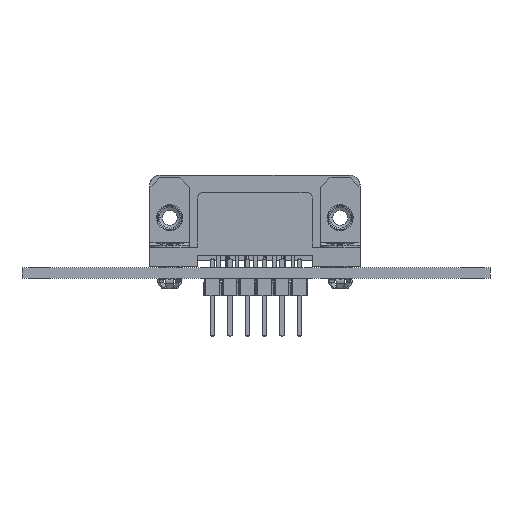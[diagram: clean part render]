
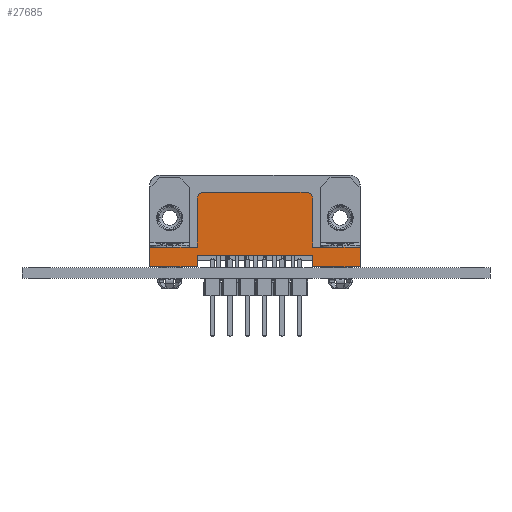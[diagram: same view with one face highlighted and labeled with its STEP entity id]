
A CAD part, front view. The second image highlights one B-rep face of the part: STEP entity #27685.
In plain terms, the highlighted face is planar.
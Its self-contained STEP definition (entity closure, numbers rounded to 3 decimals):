
#22945 = VERTEX_POINT('',#22946);
#22946 = CARTESIAN_POINT('',(15.405,14.25,0.9));
#22952 = EDGE_CURVE('',#22945,#22953,#22955,.T.);
#22953 = VERTEX_POINT('',#22954);
#22954 = CARTESIAN_POINT('',(15.405,14.25,-2.));
#22955 = LINE('',#22956,#22957);
#22956 = CARTESIAN_POINT('',(15.405,14.25,0.9));
#22957 = VECTOR('',#22958,1.);
#22958 = DIRECTION('',(0.,0.,-1.));
#23639 = VERTEX_POINT('',#23640);
#23640 = CARTESIAN_POINT('',(-15.405,14.25,-2.));
#23646 = EDGE_CURVE('',#23639,#23647,#23649,.T.);
#23647 = VERTEX_POINT('',#23648);
#23648 = CARTESIAN_POINT('',(-15.405,14.25,0.9));
#23649 = LINE('',#23650,#23651);
#23650 = CARTESIAN_POINT('',(-15.405,14.25,-2.));
#23651 = VECTOR('',#23652,1.);
#23652 = DIRECTION('',(0.,0.,1.));
#23703 = VERTEX_POINT('',#23704);
#23704 = CARTESIAN_POINT('',(-8.48,14.25,-2.));
#23710 = EDGE_CURVE('',#23639,#23703,#23711,.T.);
#23711 = LINE('',#23712,#23713);
#23712 = CARTESIAN_POINT('',(-15.405,14.25,-2.));
#23713 = VECTOR('',#23714,1.);
#23714 = DIRECTION('',(1.,0.,0.));
#27665 = EDGE_CURVE('',#27666,#23703,#27668,.T.);
#27666 = VERTEX_POINT('',#27667);
#27667 = CARTESIAN_POINT('',(-8.48,14.25,-9.02));
#27668 = LINE('',#27669,#27670);
#27669 = CARTESIAN_POINT('',(-8.48,14.25,-9.02));
#27670 = VECTOR('',#27671,1.);
#27671 = DIRECTION('',(0.,0.,1.));
#27685 = ADVANCED_FACE('',(#27686),#27770,.T.);
#27686 = FACE_BOUND('',#27687,.F.);
#27687 = EDGE_LOOP('',(#27688,#27698,#27706,#27712,#27713,#27714,#27715,
    #27724,#27732,#27741,#27749,#27755,#27756,#27764));
#27688 = ORIENTED_EDGE('',*,*,#27689,.F.);
#27689 = EDGE_CURVE('',#27690,#27692,#27694,.T.);
#27690 = VERTEX_POINT('',#27691);
#27691 = CARTESIAN_POINT('',(-8.48,14.25,-0.8));
#27692 = VERTEX_POINT('',#27693);
#27693 = CARTESIAN_POINT('',(8.48,14.25,-0.8));
#27694 = LINE('',#27695,#27696);
#27695 = CARTESIAN_POINT('',(-8.48,14.25,-0.8));
#27696 = VECTOR('',#27697,1.);
#27697 = DIRECTION('',(1.,0.,0.));
#27698 = ORIENTED_EDGE('',*,*,#27699,.T.);
#27699 = EDGE_CURVE('',#27690,#27700,#27702,.T.);
#27700 = VERTEX_POINT('',#27701);
#27701 = CARTESIAN_POINT('',(-8.48,14.25,0.9));
#27702 = LINE('',#27703,#27704);
#27703 = CARTESIAN_POINT('',(-8.48,14.25,-0.8));
#27704 = VECTOR('',#27705,1.);
#27705 = DIRECTION('',(0.,0.,1.));
#27706 = ORIENTED_EDGE('',*,*,#27707,.T.);
#27707 = EDGE_CURVE('',#27700,#23647,#27708,.T.);
#27708 = LINE('',#27709,#27710);
#27709 = CARTESIAN_POINT('',(-8.48,14.25,0.9));
#27710 = VECTOR('',#27711,1.);
#27711 = DIRECTION('',(-1.,0.,0.));
#27712 = ORIENTED_EDGE('',*,*,#23646,.F.);
#27713 = ORIENTED_EDGE('',*,*,#23710,.T.);
#27714 = ORIENTED_EDGE('',*,*,#27665,.F.);
#27715 = ORIENTED_EDGE('',*,*,#27716,.F.);
#27716 = EDGE_CURVE('',#27717,#27666,#27719,.T.);
#27717 = VERTEX_POINT('',#27718);
#27718 = CARTESIAN_POINT('',(-7.48,14.25,-10.02));
#27719 = CIRCLE('',#27720,1.);
#27720 = AXIS2_PLACEMENT_3D('',#27721,#27722,#27723);
#27721 = CARTESIAN_POINT('',(-7.48,14.25,-9.02));
#27722 = DIRECTION('',(0.,1.,0.));
#27723 = DIRECTION('',(0.,0.,-1.));
#27724 = ORIENTED_EDGE('',*,*,#27725,.F.);
#27725 = EDGE_CURVE('',#27726,#27717,#27728,.T.);
#27726 = VERTEX_POINT('',#27727);
#27727 = CARTESIAN_POINT('',(7.48,14.25,-10.02));
#27728 = LINE('',#27729,#27730);
#27729 = CARTESIAN_POINT('',(7.48,14.25,-10.02));
#27730 = VECTOR('',#27731,1.);
#27731 = DIRECTION('',(-1.,0.,0.));
#27732 = ORIENTED_EDGE('',*,*,#27733,.F.);
#27733 = EDGE_CURVE('',#27734,#27726,#27736,.T.);
#27734 = VERTEX_POINT('',#27735);
#27735 = CARTESIAN_POINT('',(8.48,14.25,-9.02));
#27736 = CIRCLE('',#27737,1.);
#27737 = AXIS2_PLACEMENT_3D('',#27738,#27739,#27740);
#27738 = CARTESIAN_POINT('',(7.48,14.25,-9.02));
#27739 = DIRECTION('',(0.,1.,0.));
#27740 = DIRECTION('',(1.,0.,0.));
#27741 = ORIENTED_EDGE('',*,*,#27742,.F.);
#27742 = EDGE_CURVE('',#27743,#27734,#27745,.T.);
#27743 = VERTEX_POINT('',#27744);
#27744 = CARTESIAN_POINT('',(8.48,14.25,-2.));
#27745 = LINE('',#27746,#27747);
#27746 = CARTESIAN_POINT('',(8.48,14.25,-2.));
#27747 = VECTOR('',#27748,1.);
#27748 = DIRECTION('',(0.,0.,-1.));
#27749 = ORIENTED_EDGE('',*,*,#27750,.T.);
#27750 = EDGE_CURVE('',#27743,#22953,#27751,.T.);
#27751 = LINE('',#27752,#27753);
#27752 = CARTESIAN_POINT('',(8.48,14.25,-2.));
#27753 = VECTOR('',#27754,1.);
#27754 = DIRECTION('',(1.,0.,0.));
#27755 = ORIENTED_EDGE('',*,*,#22952,.F.);
#27756 = ORIENTED_EDGE('',*,*,#27757,.T.);
#27757 = EDGE_CURVE('',#22945,#27758,#27760,.T.);
#27758 = VERTEX_POINT('',#27759);
#27759 = CARTESIAN_POINT('',(8.48,14.25,0.9));
#27760 = LINE('',#27761,#27762);
#27761 = CARTESIAN_POINT('',(15.405,14.25,0.9));
#27762 = VECTOR('',#27763,1.);
#27763 = DIRECTION('',(-1.,0.,0.));
#27764 = ORIENTED_EDGE('',*,*,#27765,.F.);
#27765 = EDGE_CURVE('',#27692,#27758,#27766,.T.);
#27766 = LINE('',#27767,#27768);
#27767 = CARTESIAN_POINT('',(8.48,14.25,-0.8));
#27768 = VECTOR('',#27769,1.);
#27769 = DIRECTION('',(0.,0.,1.));
#27770 = PLANE('',#27771);
#27771 = AXIS2_PLACEMENT_3D('',#27772,#27773,#27774);
#27772 = CARTESIAN_POINT('',(0.,14.25,0.));
#27773 = DIRECTION('',(0.,1.,0.));
#27774 = DIRECTION('',(1.,0.,0.));
